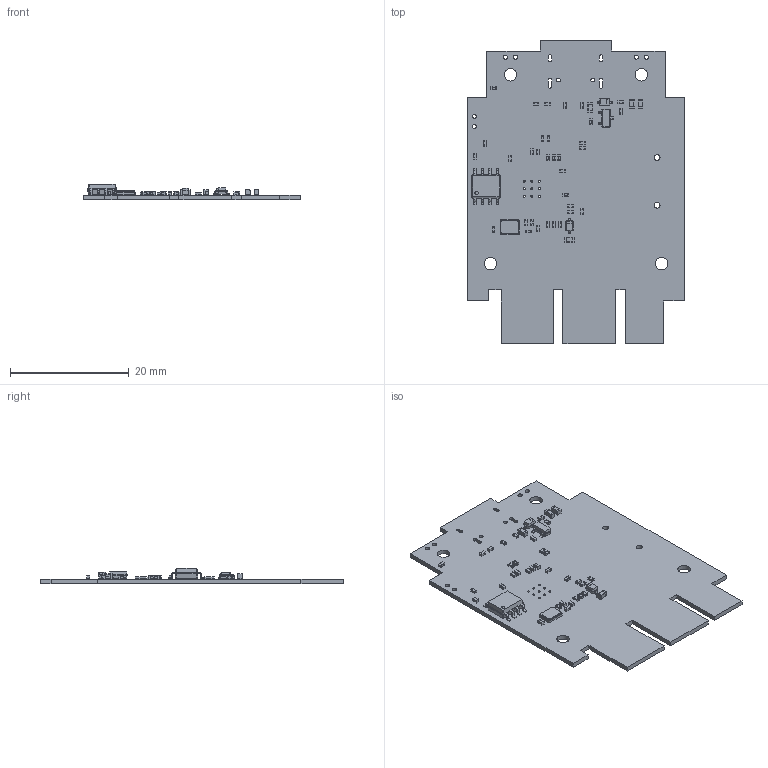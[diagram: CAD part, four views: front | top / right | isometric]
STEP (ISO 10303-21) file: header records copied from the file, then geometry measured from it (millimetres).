
FILE_DESCRIPTION(('KiCad electronic assembly'),'2;1');
FILE_NAME('rp2040-memcard-15.step','2024-02-27T15:16:51',('Pcbnew'),( 'Kicad'),'Open CASCADE STEP processor 7.6','KiCad to STEP converter' ,'Unknown');
FILE_SCHEMA(('AUTOMOTIVE_DESIGN { 1 0 10303 214 1 1 1 1 }'));
Length unit declared in the file: millimetre
Products named in the file (16): rp2040-memcard-15 1; R_0402_1005Metric; SOLID; C_0402_1005Metric; SOIC-8_3.9x4.9mm_P1.27mm; C_0603_1608Metric; Crystal_SMD_3225-4Pin_3.2x2.5mm; D_SOD-323; SOT-23; PSxMemCard Pro PCB
Assembly tree (50 placements, depth 3):
  rp2040-memcard-15 1
    R_0402_1005Metric  x15
      SOLID
    C_0402_1005Metric  x18
      SOLID
    SOIC-8_3.9x4.9mm_P1.27mm
      SOLID
    C_0603_1608Metric  x4
      SOLID
    Crystal_SMD_3225-4Pin_3.2x2.5mm
      SOLID
    D_SOD-323  x2
      SOLID
    SOT-23
      SOLID
    PSxMemCard Pro PCB
Bounding box: 36.5 x 51.1 x 2.58 mm (x, y, z)
Volume: 1339.4 mm3; surface area: 3765.1 mm2
Topology: 43 solids, 43 shells, 1532 faces, 3961 edges, 2564 vertices
Faces by surface type: plane 941, cylinder 480, bspline 111
Full cylindrical faces by diameter (mm): 0.35 x9, 0.6 x1, 0.65 x2, 0.7 x6, 1 x2, 2.1 x4
Entity records: 38646 total; most frequent: CARTESIAN_POINT 7327, DIRECTION 5099, LINE 3500, VECTOR 3500, ORIENTED_EDGE 2826, PCURVE 2826, DEFINITIONAL_REPRESENTATION 2826, EDGE_CURVE 1413
